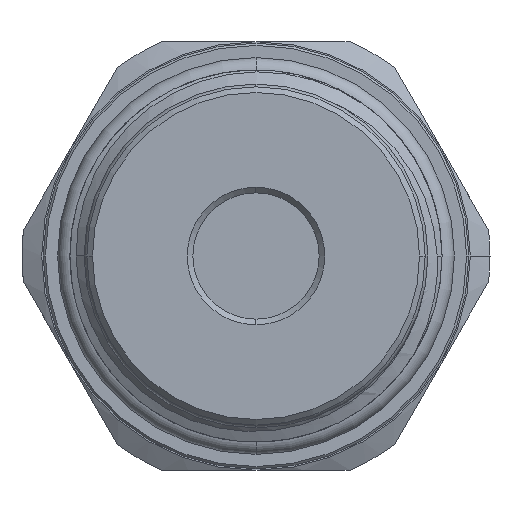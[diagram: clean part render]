
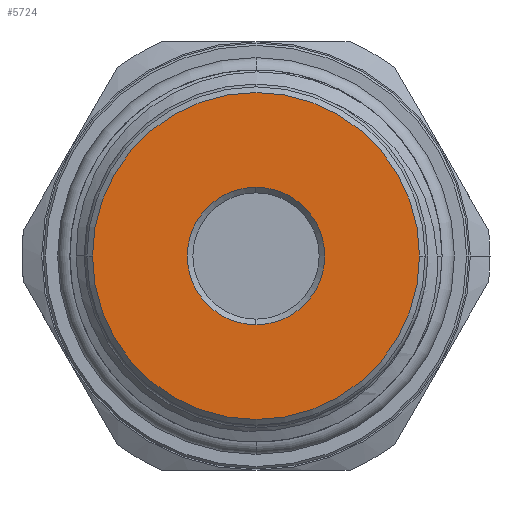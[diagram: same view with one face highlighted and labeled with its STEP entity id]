
A CAD part, left-side view. The second image highlights one B-rep face of the part: STEP entity #5724.
In plain terms, the highlighted planar face has unit normal (-1, 0, 0).
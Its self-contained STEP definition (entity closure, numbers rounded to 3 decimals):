
#234 = EDGE_CURVE ( 'NONE', #11848, #11901, #13121, .T. ) ;
#593 = EDGE_CURVE ( 'NONE', #11849, #11903, #13312, .T. ) ;
#594 = EDGE_CURVE ( 'NONE', #11901, #11848, #13310, .T. ) ;
#730 = AXIS2_PLACEMENT_3D ( 'NONE', #12086, #12090, #12201 ) ;
#806 = AXIS2_PLACEMENT_3D ( 'NONE', #2111, #2112, #2113 ) ;
#807 = AXIS2_PLACEMENT_3D ( 'NONE', #2114, #2115, #2116 ) ;
#975 = AXIS2_PLACEMENT_3D ( 'NONE', #3307, #3308, #3309 ) ;
#1224 = AXIS2_PLACEMENT_3D ( 'NONE', #10674, #10679, #10680 ) ;
#1511 = EDGE_CURVE ( 'NONE', #11903, #11849, #13579, .T. ) ;
#2111 = CARTESIAN_POINT ( 'NONE',  ( -46.8, 0., 0. ) ) ;
#2112 = DIRECTION ( 'NONE',  ( -1., 0., 0. ) ) ;
#2113 = DIRECTION ( 'NONE',  ( 0., -1., 0. ) ) ;
#2114 = CARTESIAN_POINT ( 'NONE',  ( -46.8, 0., 0. ) ) ;
#2115 = DIRECTION ( 'NONE',  ( 1., 0., 0. ) ) ;
#2116 = DIRECTION ( 'NONE',  ( 0., -1., 0. ) ) ;
#3307 = CARTESIAN_POINT ( 'NONE',  ( -46.8, 0., 0. ) ) ;
#3308 = DIRECTION ( 'NONE',  ( -1., 0., 0. ) ) ;
#3309 = DIRECTION ( 'NONE',  ( 0., -1., 0. ) ) ;
#4145 = FACE_OUTER_BOUND ( 'NONE', #13050, .T. ) ;
#4150 = FACE_BOUND ( 'NONE', #12976, .T. ) ;
#5724 = ADVANCED_FACE ( 'NONE', ( #4145, #4150 ), #10677, .F. ) ;
#6565 = ORIENTED_EDGE ( 'NONE', *, *, #594, .T. ) ;
#6566 = ORIENTED_EDGE ( 'NONE', *, *, #234, .T. ) ;
#6567 = ORIENTED_EDGE ( 'NONE', *, *, #1511, .T. ) ;
#6568 = ORIENTED_EDGE ( 'NONE', *, *, #593, .T. ) ;
#10674 = CARTESIAN_POINT ( 'NONE',  ( -46.8, 0., 0. ) ) ;
#10677 = PLANE ( 'NONE',  #1224 ) ;
#10679 = DIRECTION ( 'NONE',  ( 1., 0., 0. ) ) ;
#10680 = DIRECTION ( 'NONE',  ( 0., -1., 0. ) ) ;
#10926 = CARTESIAN_POINT ( 'NONE',  ( -46.8, 0., -6.1 ) ) ;
#10927 = CARTESIAN_POINT ( 'NONE',  ( -46.8, -14.5, 0. ) ) ;
#10977 = CARTESIAN_POINT ( 'NONE',  ( -46.8, 0., 6.1 ) ) ;
#10979 = CARTESIAN_POINT ( 'NONE',  ( -46.8, 14.5, 0. ) ) ;
#11848 = VERTEX_POINT ( 'NONE', #10926 ) ;
#11849 = VERTEX_POINT ( 'NONE', #10927 ) ;
#11901 = VERTEX_POINT ( 'NONE', #10977 ) ;
#11903 = VERTEX_POINT ( 'NONE', #10979 ) ;
#12086 = CARTESIAN_POINT ( 'NONE',  ( -46.8, 0., 0. ) ) ;
#12090 = DIRECTION ( 'NONE',  ( 1., 0., 0. ) ) ;
#12201 = DIRECTION ( 'NONE',  ( 0., -1., 0. ) ) ;
#12976 = EDGE_LOOP ( 'NONE', ( #6566, #6565 ) ) ;
#13050 = EDGE_LOOP ( 'NONE', ( #6568, #6567 ) ) ;
#13121 = CIRCLE ( 'NONE', #730, 6.1 ) ;
#13310 = CIRCLE ( 'NONE', #807, 6.1 ) ;
#13312 = CIRCLE ( 'NONE', #806, 14.5 ) ;
#13579 = CIRCLE ( 'NONE', #975, 14.5 ) ;
